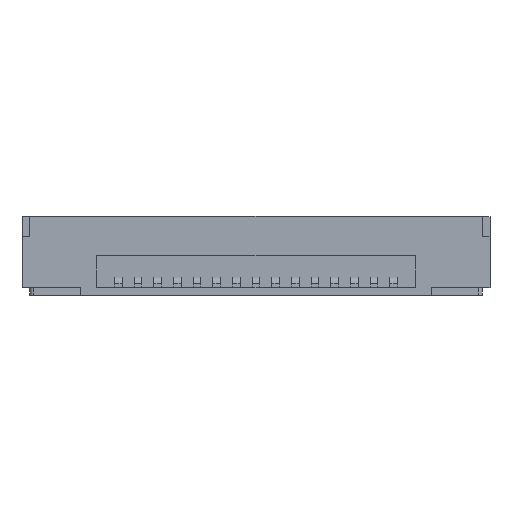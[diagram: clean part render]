
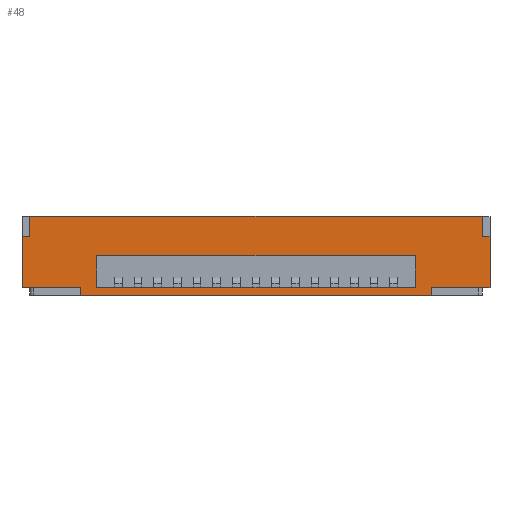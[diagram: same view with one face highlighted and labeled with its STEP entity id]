
A CAD part, top view. The second image highlights one B-rep face of the part: STEP entity #48.
In plain terms, the highlighted planar face has unit normal (0, 0, 1).
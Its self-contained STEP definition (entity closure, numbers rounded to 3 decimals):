
#48=ADVANCED_FACE('',(#468,#469),#470,.T.);
#468=FACE_OUTER_BOUND('',#1324,.T.);
#469=FACE_BOUND('',#1325,.T.);
#470=PLANE('',#1326);
#1324=EDGE_LOOP('',(#2190,#2191,#2192,#2193,#2194,#2195,#2196,#2197,#2198,#2199,#2200,#2201));
#1325=EDGE_LOOP('',(#2202,#2203,#2204,#2205));
#1326=AXIS2_PLACEMENT_3D('',#2206,#2207,#2208);
#2190=ORIENTED_EDGE('',*,*,#6025,.F.);
#2191=ORIENTED_EDGE('',*,*,#6026,.T.);
#2192=ORIENTED_EDGE('',*,*,#6027,.F.);
#2193=ORIENTED_EDGE('',*,*,#6028,.T.);
#2194=ORIENTED_EDGE('',*,*,#6029,.T.);
#2195=ORIENTED_EDGE('',*,*,#6030,.T.);
#2196=ORIENTED_EDGE('',*,*,#6031,.T.);
#2197=ORIENTED_EDGE('',*,*,#6032,.F.);
#2198=ORIENTED_EDGE('',*,*,#6033,.F.);
#2199=ORIENTED_EDGE('',*,*,#6034,.F.);
#2200=ORIENTED_EDGE('',*,*,#6035,.T.);
#2201=ORIENTED_EDGE('',*,*,#6036,.F.);
#2202=ORIENTED_EDGE('',*,*,#6037,.F.);
#2203=ORIENTED_EDGE('',*,*,#6038,.F.);
#2204=ORIENTED_EDGE('',*,*,#6039,.F.);
#2205=ORIENTED_EDGE('',*,*,#6040,.F.);
#2206=CARTESIAN_POINT('',(-5.95,-1.0,2.6));
#2207=DIRECTION('',(0.0,0.0,1.0));
#2208=DIRECTION('',(1.0,0.0,0.0));
#6025=EDGE_CURVE('',#7328,#7329,#7330,.T.);
#6026=EDGE_CURVE('',#7328,#7331,#7332,.T.);
#6027=EDGE_CURVE('',#7333,#7331,#7334,.T.);
#6028=EDGE_CURVE('',#7333,#7335,#7336,.T.);
#6029=EDGE_CURVE('',#7335,#7337,#7338,.T.);
#6030=EDGE_CURVE('',#7337,#7339,#7340,.T.);
#6031=EDGE_CURVE('',#7339,#7341,#7342,.T.);
#6032=EDGE_CURVE('',#7343,#7341,#7344,.T.);
#6033=EDGE_CURVE('',#7345,#7343,#7346,.T.);
#6034=EDGE_CURVE('',#7347,#7345,#7348,.T.);
#6035=EDGE_CURVE('',#7347,#7349,#7350,.T.);
#6036=EDGE_CURVE('',#7329,#7349,#7351,.T.);
#6037=EDGE_CURVE('',#7352,#7353,#7354,.T.);
#6038=EDGE_CURVE('',#7355,#7352,#7356,.T.);
#6039=EDGE_CURVE('',#7357,#7355,#7358,.T.);
#6040=EDGE_CURVE('',#7353,#7357,#7359,.T.);
#7328=VERTEX_POINT('',#9469);
#7329=VERTEX_POINT('',#9470);
#7330=LINE('',#9471,#9472);
#7331=VERTEX_POINT('',#9473);
#7332=LINE('',#9474,#9475);
#7333=VERTEX_POINT('',#9476);
#7334=LINE('',#9477,#9478);
#7335=VERTEX_POINT('',#9479);
#7336=LINE('',#9480,#9481);
#7337=VERTEX_POINT('',#9482);
#7338=LINE('',#9483,#9484);
#7339=VERTEX_POINT('',#9485);
#7340=LINE('',#9486,#9487);
#7341=VERTEX_POINT('',#9488);
#7342=LINE('',#9489,#9490);
#7343=VERTEX_POINT('',#9491);
#7344=LINE('',#9492,#9493);
#7345=VERTEX_POINT('',#9494);
#7346=LINE('',#9495,#9496);
#7347=VERTEX_POINT('',#9497);
#7348=LINE('',#9498,#9499);
#7349=VERTEX_POINT('',#9500);
#7350=LINE('',#9501,#9502);
#7351=LINE('',#9503,#9504);
#7352=VERTEX_POINT('',#9505);
#7353=VERTEX_POINT('',#9506);
#7354=LINE('',#9507,#9508);
#7355=VERTEX_POINT('',#9509);
#7356=LINE('',#9510,#9511);
#7357=VERTEX_POINT('',#9512);
#7358=LINE('',#9513,#9514);
#7359=LINE('',#9515,#9516);
#9469=CARTESIAN_POINT('',(-5.95,-0.8,2.6));
#9470=CARTESIAN_POINT('',(-5.95,0.5,2.6));
#9471=CARTESIAN_POINT('',(-5.95,-0.8,2.6));
#9472=VECTOR('',#12771,1.3);
#9473=CARTESIAN_POINT('',(-4.45,-0.8,2.6));
#9474=CARTESIAN_POINT('',(-5.95,-0.8,2.6));
#9475=VECTOR('',#12772,1.5);
#9476=CARTESIAN_POINT('',(-4.45,-1.0,2.6));
#9477=CARTESIAN_POINT('',(-4.45,-1.0,2.6));
#9478=VECTOR('',#12773,0.2);
#9479=CARTESIAN_POINT('',(4.45,-1.0,2.6));
#9480=CARTESIAN_POINT('',(-4.45,-1.0,2.6));
#9481=VECTOR('',#12774,8.9);
#9482=CARTESIAN_POINT('',(4.45,-0.8,2.6));
#9483=CARTESIAN_POINT('',(4.45,-1.0,2.6));
#9484=VECTOR('',#12775,0.2);
#9485=CARTESIAN_POINT('',(5.95,-0.8,2.6));
#9486=CARTESIAN_POINT('',(4.45,-0.8,2.6));
#9487=VECTOR('',#12776,1.5);
#9488=CARTESIAN_POINT('',(5.95,0.5,2.6));
#9489=CARTESIAN_POINT('',(5.95,-0.8,2.6));
#9490=VECTOR('',#12777,1.3);
#9491=CARTESIAN_POINT('',(5.75,0.5,2.6));
#9492=CARTESIAN_POINT('',(5.75,0.5,2.6));
#9493=VECTOR('',#12778,0.2);
#9494=CARTESIAN_POINT('',(5.75,1.0,2.6));
#9495=CARTESIAN_POINT('',(5.75,1.0,2.6));
#9496=VECTOR('',#12779,0.5);
#9497=CARTESIAN_POINT('',(-5.75,1.0,2.6));
#9498=CARTESIAN_POINT('',(-5.75,1.0,2.6));
#9499=VECTOR('',#12780,11.5);
#9500=CARTESIAN_POINT('',(-5.75,0.5,2.6));
#9501=CARTESIAN_POINT('',(-5.75,1.0,2.6));
#9502=VECTOR('',#12781,0.5);
#9503=CARTESIAN_POINT('',(-5.95,0.5,2.6));
#9504=VECTOR('',#12782,0.2);
#9505=CARTESIAN_POINT('',(4.05,0.0,2.6));
#9506=CARTESIAN_POINT('',(-4.05,0.0,2.6));
#9507=CARTESIAN_POINT('',(4.05,0.0,2.6));
#9508=VECTOR('',#12783,8.1);
#9509=CARTESIAN_POINT('',(4.05,-0.8,2.6));
#9510=CARTESIAN_POINT('',(4.05,-0.8,2.6));
#9511=VECTOR('',#12784,0.8);
#9512=CARTESIAN_POINT('',(-4.05,-0.8,2.6));
#9513=CARTESIAN_POINT('',(-4.05,-0.8,2.6));
#9514=VECTOR('',#12785,8.1);
#9515=CARTESIAN_POINT('',(-4.05,0.0,2.6));
#9516=VECTOR('',#12786,0.8);
#12771=DIRECTION('',(0.0,1.0,0.0));
#12772=DIRECTION('',(1.0,0.0,0.0));
#12773=DIRECTION('',(0.0,1.0,0.0));
#12774=DIRECTION('',(1.0,0.0,0.0));
#12775=DIRECTION('',(0.0,1.0,0.0));
#12776=DIRECTION('',(1.0,0.0,0.0));
#12777=DIRECTION('',(0.0,1.0,0.0));
#12778=DIRECTION('',(1.0,0.0,0.0));
#12779=DIRECTION('',(0.0,-1.0,0.0));
#12780=DIRECTION('',(1.0,0.0,0.0));
#12781=DIRECTION('',(0.0,-1.0,0.0));
#12782=DIRECTION('',(1.0,0.0,0.0));
#12783=DIRECTION('',(-1.0,0.0,0.0));
#12784=DIRECTION('',(0.0,1.0,0.0));
#12785=DIRECTION('',(1.0,0.0,0.0));
#12786=DIRECTION('',(0.0,-1.0,0.0));
